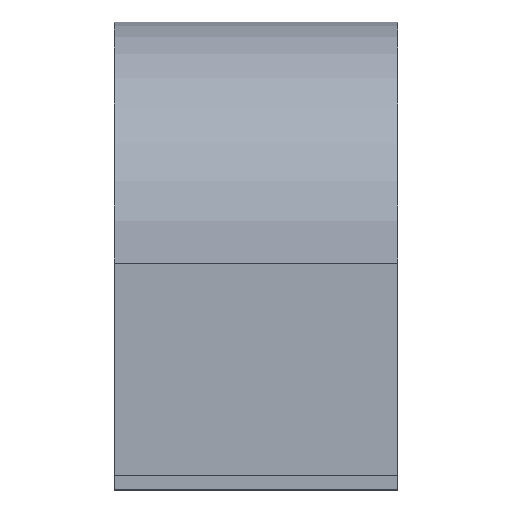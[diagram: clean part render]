
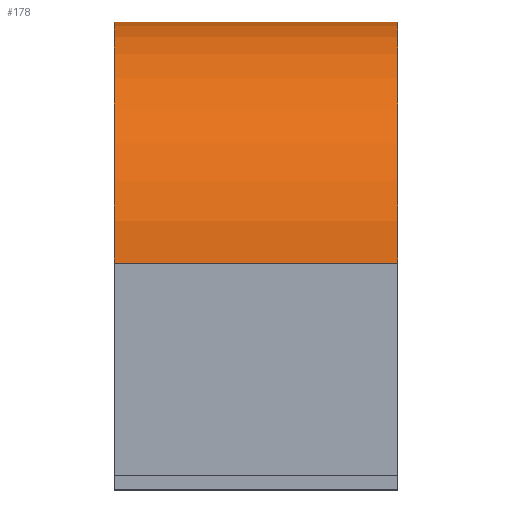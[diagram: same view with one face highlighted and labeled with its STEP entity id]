
A CAD part, left-side view. The second image highlights one B-rep face of the part: STEP entity #178.
In plain terms, the highlighted cylindrical face has radius 17 mm (diameter 34 mm), a partial arc.
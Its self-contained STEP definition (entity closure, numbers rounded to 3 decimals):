
#1 = CARTESIAN_POINT ( 'NONE',  ( 0., 20., 0. ) ) ;
#40 = DIRECTION ( 'NONE',  ( 0., 0., 1. ) ) ;
#59 = VERTEX_POINT ( 'NONE', #635 ) ;
#93 = LINE ( 'NONE', #191, #485 ) ;
#96 = DIRECTION ( 'NONE',  ( 0., 1., 0. ) ) ;
#105 = AXIS2_PLACEMENT_3D ( 'NONE', #347, #352, #40 ) ;
#172 = CARTESIAN_POINT ( 'NONE',  ( 17., 0., 0. ) ) ;
#178 = ADVANCED_FACE ( 'NONE', ( #380 ), #615, .T. ) ;
#191 = CARTESIAN_POINT ( 'NONE',  ( 17., 20., 0. ) ) ;
#193 = EDGE_CURVE ( 'NONE', #264, #560, #93, .T. ) ;
#194 = CARTESIAN_POINT ( 'NONE',  ( -17., 20., 0. ) ) ;
#215 = ORIENTED_EDGE ( 'NONE', *, *, #193, .F. ) ;
#245 = EDGE_CURVE ( 'NONE', #59, #560, #567, .T. ) ;
#248 = CARTESIAN_POINT ( 'NONE',  ( 17., 20., 0. ) ) ;
#255 = CIRCLE ( 'NONE', #105, 17. ) ;
#263 = AXIS2_PLACEMENT_3D ( 'NONE', #1, #454, #402 ) ;
#264 = VERTEX_POINT ( 'NONE', #248 ) ;
#299 = AXIS2_PLACEMENT_3D ( 'NONE', #300, #96, #461 ) ;
#300 = CARTESIAN_POINT ( 'NONE',  ( 0., 0., 0. ) ) ;
#311 = ORIENTED_EDGE ( 'NONE', *, *, #323, .T. ) ;
#323 = EDGE_CURVE ( 'NONE', #525, #59, #645, .T. ) ;
#347 = CARTESIAN_POINT ( 'NONE',  ( 0., 20., 0. ) ) ;
#352 = DIRECTION ( 'NONE',  ( 0., 1., 0. ) ) ;
#380 = FACE_OUTER_BOUND ( 'NONE', #555, .T. ) ;
#384 = CARTESIAN_POINT ( 'NONE',  ( -17., 20., 0. ) ) ;
#402 = DIRECTION ( 'NONE',  ( 0., 0., -1. ) ) ;
#453 = VECTOR ( 'NONE', #553, 1000. ) ;
#454 = DIRECTION ( 'NONE',  ( 0., -1., 0. ) ) ;
#461 = DIRECTION ( 'NONE',  ( 0., 0., 1. ) ) ;
#485 = VECTOR ( 'NONE', #518, 1000. ) ;
#491 = ORIENTED_EDGE ( 'NONE', *, *, #245, .T. ) ;
#518 = DIRECTION ( 'NONE',  ( 0., -1., 0. ) ) ;
#525 = VERTEX_POINT ( 'NONE', #384 ) ;
#553 = DIRECTION ( 'NONE',  ( 0., -1., 0. ) ) ;
#555 = EDGE_LOOP ( 'NONE', ( #491, #215, #624, #311 ) ) ;
#560 = VERTEX_POINT ( 'NONE', #172 ) ;
#567 = CIRCLE ( 'NONE', #299, 17. ) ;
#615 = CYLINDRICAL_SURFACE ( 'NONE', #263, 17. ) ;
#624 = ORIENTED_EDGE ( 'NONE', *, *, #630, .F. ) ;
#630 = EDGE_CURVE ( 'NONE', #525, #264, #255, .T. ) ;
#635 = CARTESIAN_POINT ( 'NONE',  ( -17., 0., 0. ) ) ;
#645 = LINE ( 'NONE', #194, #453 ) ;
